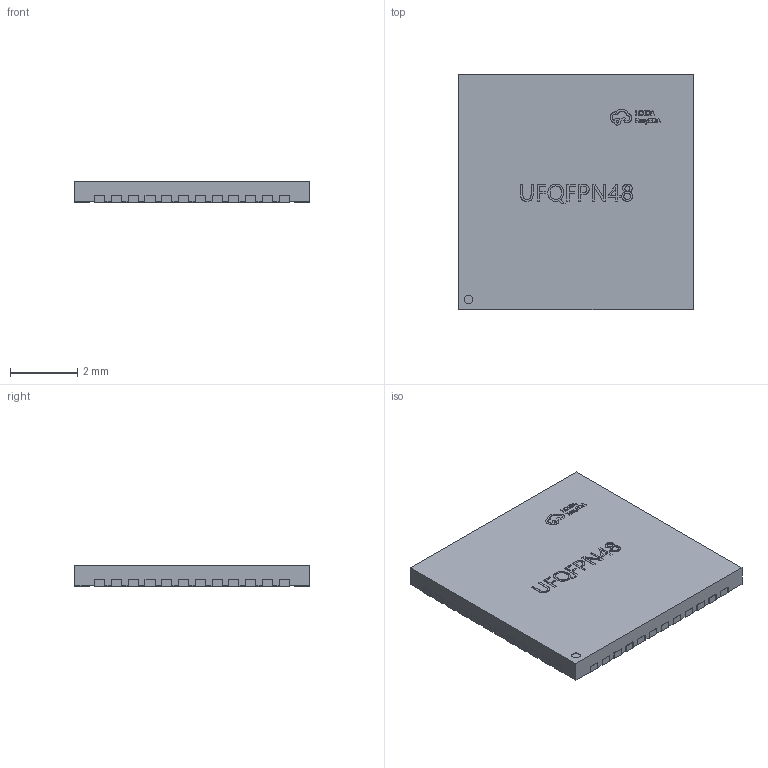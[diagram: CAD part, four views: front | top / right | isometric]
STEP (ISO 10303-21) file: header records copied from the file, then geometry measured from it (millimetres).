
FILE_DESCRIPTION (( 'STEP AP214' ), '1' );
FILE_NAME ('UFQFPN-48_L7.0-W7.0-P0.50-BL-EP.STEP', '2023-06-30T04:05:11', ( '' ), ( '' ), 'SwSTEP 2.0', 'SolidWorks 2019', '' );
FILE_SCHEMA (( 'AUTOMOTIVE_DESIGN' ));
Length unit declared in the file: millimetre
Products named in the file (4): UFQFPN-48_L7.0-W7.0-P0.50-BL-EP; SOLID; U1
Assembly tree (3 placements, depth 4):
  UFQFPN-48_L7.0-W7.0-P0.50-BL-EP
    U1
      UFQFPN-48_L7.0-W7.0-P0.50-BL-EP
        SOLID
Bounding box: 7 x 7 x 0.61 mm (x, y, z)
Volume: 29.4 mm3; surface area: 115.7 mm2
Topology: 1 solids, 1 shells, 707 faces, 1974 edges, 1310 vertices
Faces by surface type: plane 493, bspline 152, cylinder 62
Entity records: 33778 total; most frequent: CARTESIAN_POINT 8640, ORIENTED_EDGE 3948, DIRECTION 2919, EDGE_CURVE 1974, LINE 1545, VECTOR 1545, VERTEX_POINT 1310, EDGE_LOOP 748
